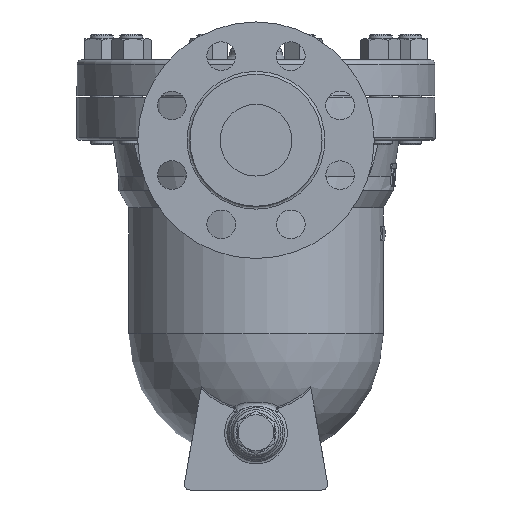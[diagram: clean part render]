
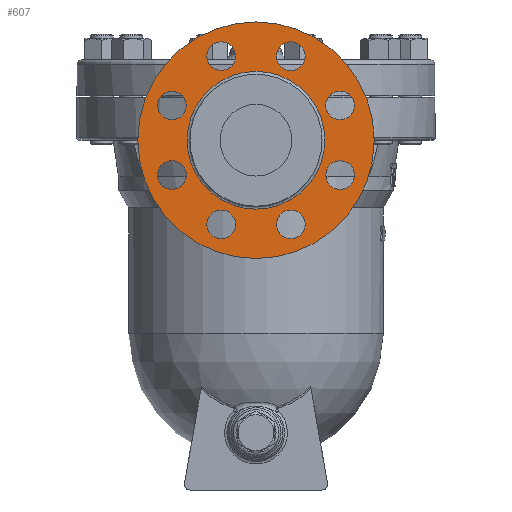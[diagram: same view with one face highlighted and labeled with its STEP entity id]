
A CAD part, left-side view. The second image highlights one B-rep face of the part: STEP entity #607.
In plain terms, the highlighted free-form (B-spline) face has degree [1, 1] with [2, 2] control points.
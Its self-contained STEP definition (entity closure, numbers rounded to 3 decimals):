
#230=CARTESIAN_POINT('',(-203.6,0.0,52.5));
#231=VERTEX_POINT('',#230);
#232=CARTESIAN_POINT('',(-203.6,0.0,-30.));
#233=DIRECTION('',(-1.0,0.0,0.0));
#234=DIRECTION('',(0.0,0.0,1.0));
#235=AXIS2_PLACEMENT_3D('',#232,#233,#234);
#236=CIRCLE('',#235,82.5);
#237=EDGE_CURVE('',#231,#231,#236,.T.);
#444=CARTESIAN_POINT('',(-203.6,0.,18.05));
#445=VERTEX_POINT('',#444);
#446=CARTESIAN_POINT('',(-203.6,0.0,-30.));
#447=DIRECTION('',(-1.0,0.0,0.0));
#448=DIRECTION('',(0.0,0.0,-1.0));
#449=AXIS2_PLACEMENT_3D('',#446,#447,#448);
#450=CIRCLE('',#449,48.05);
#451=EDGE_CURVE('',#445,#445,#450,.T.);
#508=CARTESIAN_POINT('',(-203.6,82.5,52.5));
#509=CARTESIAN_POINT('',(-203.6,82.5,-112.5));
#510=CARTESIAN_POINT('',(-203.6,-82.5,52.5));
#511=CARTESIAN_POINT('',(-203.6,-82.5,-112.5));
#512=B_SPLINE_SURFACE_WITH_KNOTS('',1,1,((#508,#510),(#509,#511)),.UNSPECIFIED.,.F.,.F.,.U.,(2,2),(2,2),(0.0,165.),(0.0,165.),.UNSPECIFIED.);
#513=ORIENTED_EDGE('',*,*,#237,.T.);
#514=EDGE_LOOP('',(#513));
#515=FACE_OUTER_BOUND('',#514,.T.);
#516=CARTESIAN_POINT('',(-203.6,24.3,18.666));
#517=VERTEX_POINT('',#516);
#518=CARTESIAN_POINT('',(-203.6,24.3,28.666));
#519=DIRECTION('',(1.0,0.0,0.0));
#520=DIRECTION('',(0.0,0.0,-1.0));
#521=AXIS2_PLACEMENT_3D('',#518,#519,#520);
#522=CIRCLE('',#521,10.0);
#523=EDGE_CURVE('',#517,#517,#522,.T.);
#524=ORIENTED_EDGE('',*,*,#523,.T.);
#525=EDGE_LOOP('',(#524));
#526=FACE_BOUND('',#525,.T.);
#527=CARTESIAN_POINT('',(-203.6,51.595,-12.771));
#528=VERTEX_POINT('',#527);
#529=CARTESIAN_POINT('',(-203.6,58.666,-5.7));
#530=DIRECTION('',(1.0,0.,0.));
#531=DIRECTION('',(0.,-0.707,-0.707));
#532=AXIS2_PLACEMENT_3D('',#529,#530,#531);
#533=CIRCLE('',#532,10.0);
#534=EDGE_CURVE('',#528,#528,#533,.T.);
#535=ORIENTED_EDGE('',*,*,#534,.T.);
#536=EDGE_LOOP('',(#535));
#537=FACE_BOUND('',#536,.T.);
#538=CARTESIAN_POINT('',(-203.6,48.666,-54.3));
#539=VERTEX_POINT('',#538);
#540=CARTESIAN_POINT('',(-203.6,58.666,-54.3));
#541=DIRECTION('',(1.0,0.0,0.0));
#542=DIRECTION('',(0.0,-1.0,0.0));
#543=AXIS2_PLACEMENT_3D('',#540,#541,#542);
#544=CIRCLE('',#543,10.0);
#545=EDGE_CURVE('',#539,#539,#544,.T.);
#546=ORIENTED_EDGE('',*,*,#545,.T.);
#547=EDGE_LOOP('',(#546));
#548=FACE_BOUND('',#547,.T.);
#549=CARTESIAN_POINT('',(-203.6,17.229,-81.595));
#550=VERTEX_POINT('',#549);
#551=CARTESIAN_POINT('',(-203.6,24.3,-88.666));
#552=DIRECTION('',(1.0,0.,0.));
#553=DIRECTION('',(0.,-0.707,0.707));
#554=AXIS2_PLACEMENT_3D('',#551,#552,#553);
#555=CIRCLE('',#554,10.0);
#556=EDGE_CURVE('',#550,#550,#555,.T.);
#557=ORIENTED_EDGE('',*,*,#556,.T.);
#558=EDGE_LOOP('',(#557));
#559=FACE_BOUND('',#558,.T.);
#560=CARTESIAN_POINT('',(-203.6,-24.3,-78.666));
#561=VERTEX_POINT('',#560);
#562=CARTESIAN_POINT('',(-203.6,-24.3,-88.666));
#563=DIRECTION('',(1.0,0.0,0.0));
#564=DIRECTION('',(0.0,0.0,1.0));
#565=AXIS2_PLACEMENT_3D('',#562,#563,#564);
#566=CIRCLE('',#565,10.0);
#567=EDGE_CURVE('',#561,#561,#566,.T.);
#568=ORIENTED_EDGE('',*,*,#567,.T.);
#569=EDGE_LOOP('',(#568));
#570=FACE_BOUND('',#569,.T.);
#571=CARTESIAN_POINT('',(-203.6,-51.595,-47.229));
#572=VERTEX_POINT('',#571);
#573=CARTESIAN_POINT('',(-203.6,-58.666,-54.3));
#574=DIRECTION('',(1.0,0.,0.));
#575=DIRECTION('',(0.,0.707,0.707));
#576=AXIS2_PLACEMENT_3D('',#573,#574,#575);
#577=CIRCLE('',#576,10.0);
#578=EDGE_CURVE('',#572,#572,#577,.T.);
#579=ORIENTED_EDGE('',*,*,#578,.T.);
#580=EDGE_LOOP('',(#579));
#581=FACE_BOUND('',#580,.T.);
#582=CARTESIAN_POINT('',(-203.6,-48.666,-5.7));
#583=VERTEX_POINT('',#582);
#584=CARTESIAN_POINT('',(-203.6,-58.666,-5.7));
#585=DIRECTION('',(1.0,0.0,0.0));
#586=DIRECTION('',(0.0,1.0,0.0));
#587=AXIS2_PLACEMENT_3D('',#584,#585,#586);
#588=CIRCLE('',#587,10.0);
#589=EDGE_CURVE('',#583,#583,#588,.T.);
#590=ORIENTED_EDGE('',*,*,#589,.T.);
#591=EDGE_LOOP('',(#590));
#592=FACE_BOUND('',#591,.T.);
#593=CARTESIAN_POINT('',(-203.6,-17.229,21.595));
#594=VERTEX_POINT('',#593);
#595=CARTESIAN_POINT('',(-203.6,-24.3,28.666));
#596=DIRECTION('',(1.0,0.,0.));
#597=DIRECTION('',(0.,0.707,-0.707));
#598=AXIS2_PLACEMENT_3D('',#595,#596,#597);
#599=CIRCLE('',#598,10.0);
#600=EDGE_CURVE('',#594,#594,#599,.T.);
#601=ORIENTED_EDGE('',*,*,#600,.T.);
#602=EDGE_LOOP('',(#601));
#603=FACE_BOUND('',#602,.T.);
#604=ORIENTED_EDGE('',*,*,#451,.F.);
#605=EDGE_LOOP('',(#604));
#606=FACE_BOUND('',#605,.T.);
#607=ADVANCED_FACE('',(#515,#526,#537,#548,#559,#570,#581,#592,#603,#606),#512,.T.);
